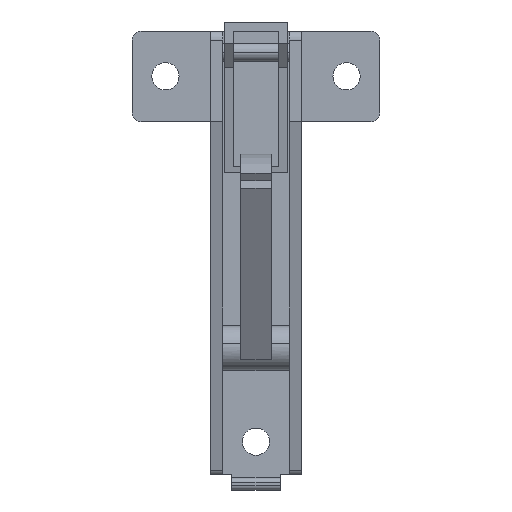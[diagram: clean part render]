
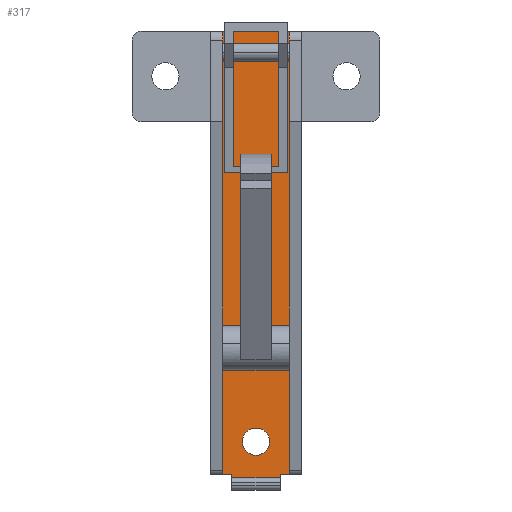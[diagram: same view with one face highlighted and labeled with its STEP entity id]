
A CAD part, front view. The second image highlights one B-rep face of the part: STEP entity #317.
In plain terms, the highlighted planar face has unit normal (0, -1, 0).
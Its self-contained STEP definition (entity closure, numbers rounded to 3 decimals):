
#317=ADVANCED_FACE('',(#684,#685),#686,.T.);
#684=FACE_OUTER_BOUND('',#1110,.T.);
#685=FACE_BOUND('',#1111,.T.);
#686=PLANE('',#1112);
#1110=EDGE_LOOP('',(#1953,#1954,#1955,#1956,#1957,#1958,#1959,#1960));
#1111=EDGE_LOOP('',(#1961,#1962));
#1112=AXIS2_PLACEMENT_3D('',#1963,#1964,#1965);
#1953=ORIENTED_EDGE('',*,*,#2697,.T.);
#1954=ORIENTED_EDGE('',*,*,#2716,.F.);
#1955=ORIENTED_EDGE('',*,*,#2717,.T.);
#1956=ORIENTED_EDGE('',*,*,#2718,.F.);
#1957=ORIENTED_EDGE('',*,*,#2679,.T.);
#1958=ORIENTED_EDGE('',*,*,#2659,.F.);
#1959=ORIENTED_EDGE('',*,*,#2683,.F.);
#1960=ORIENTED_EDGE('',*,*,#2689,.F.);
#1961=ORIENTED_EDGE('',*,*,#2633,.T.);
#1962=ORIENTED_EDGE('',*,*,#2654,.T.);
#1963=CARTESIAN_POINT('',(0.,-4.0,-18.0));
#1964=DIRECTION('',(0.0,-1.0,0.0));
#1965=DIRECTION('',(0.0,0.0,-1.0));
#2633=EDGE_CURVE('',#3209,#3206,#3210,.T.);
#2654=EDGE_CURVE('',#3206,#3209,#3240,.T.);
#2659=EDGE_CURVE('',#3247,#3242,#3249,.T.);
#2679=EDGE_CURVE('',#3276,#3242,#3279,.T.);
#2683=EDGE_CURVE('',#3283,#3247,#3285,.T.);
#2689=EDGE_CURVE('',#3293,#3283,#3295,.T.);
#2697=EDGE_CURVE('',#3293,#3303,#3304,.T.);
#2716=EDGE_CURVE('',#3331,#3303,#3332,.T.);
#2717=EDGE_CURVE('',#3331,#3333,#3334,.T.);
#2718=EDGE_CURVE('',#3276,#3333,#3335,.T.);
#3206=VERTEX_POINT('',#4028);
#3209=VERTEX_POINT('',#4032);
#3210=CIRCLE('',#4033,4.5);
#3240=CIRCLE('',#4068,4.5);
#3242=VERTEX_POINT('',#4070);
#3247=VERTEX_POINT('',#4077);
#3249=LINE('',#4080,#4081);
#3276=VERTEX_POINT('',#4116);
#3279=LINE('',#4121,#4122);
#3283=VERTEX_POINT('',#4127);
#3285=LINE('',#4130,#4131);
#3293=VERTEX_POINT('',#4142);
#3295=LINE('',#4145,#4146);
#3303=VERTEX_POINT('',#4154);
#3304=LINE('',#4155,#4156);
#3331=VERTEX_POINT('',#4192);
#3332=LINE('',#4193,#4194);
#3333=VERTEX_POINT('',#4195);
#3334=LINE('',#4196,#4197);
#3335=LINE('',#4198,#4199);
#4028=CARTESIAN_POINT('',(4.5,-4.0,-139.0));
#4032=CARTESIAN_POINT('',(-4.5,-4.0,-139.0));
#4033=AXIS2_PLACEMENT_3D('',#4792,#4793,#4794);
#4068=AXIS2_PLACEMENT_3D('',#4830,#4831,#4832);
#4070=CARTESIAN_POINT('',(-8.0,-4.0,-151.0));
#4077=CARTESIAN_POINT('',(8.0,-4.0,-151.0));
#4080=CARTESIAN_POINT('',(8.0,-4.0,-151.0));
#4081=VECTOR('',#4836,1.0);
#4116=CARTESIAN_POINT('',(-8.0,-4.0,-150.0));
#4121=CARTESIAN_POINT('',(-8.0,-4.0,-150.0));
#4122=VECTOR('',#4859,1.0);
#4127=CARTESIAN_POINT('',(8.0,-4.0,-150.0));
#4130=CARTESIAN_POINT('',(8.0,-4.0,-150.0));
#4131=VECTOR('',#4862,1.0);
#4142=CARTESIAN_POINT('',(11.0,-4.0,-150.0));
#4145=CARTESIAN_POINT('',(0.0,-4.0,-150.0));
#4146=VECTOR('',#4867,1.0);
#4154=CARTESIAN_POINT('',(11.0,-4.0,-3.0));
#4155=CARTESIAN_POINT('',(11.0,-4.0,-44.453));
#4156=VECTOR('',#4880,1.0);
#4192=CARTESIAN_POINT('',(-11.0,-4.0,-3.0));
#4193=CARTESIAN_POINT('',(-38.0,-4.0,-3.0));
#4194=VECTOR('',#4902,1.0);
#4195=CARTESIAN_POINT('',(-11.0,-4.0,-150.0));
#4196=CARTESIAN_POINT('',(-11.0,-4.0,-44.453));
#4197=VECTOR('',#4903,1.0);
#4198=CARTESIAN_POINT('',(0.0,-4.0,-150.0));
#4199=VECTOR('',#4904,1.0);
#4792=CARTESIAN_POINT('',(0.0,-4.0,-139.0));
#4793=DIRECTION('',(-0.0,1.0,0.0));
#4794=DIRECTION('',(1.0,0.0,0.0));
#4830=CARTESIAN_POINT('',(0.0,-4.0,-139.0));
#4831=DIRECTION('',(-0.0,1.0,0.0));
#4832=DIRECTION('',(1.0,0.0,0.0));
#4836=DIRECTION('',(-1.0,0.0,0.0));
#4859=DIRECTION('',(0.0,0.0,-1.0));
#4862=DIRECTION('',(0.0,0.0,-1.0));
#4867=DIRECTION('',(-1.0,0.0,0.0));
#4880=DIRECTION('',(0.0,0.0,1.0));
#4902=DIRECTION('',(1.0,0.0,0.0));
#4903=DIRECTION('',(-0.0,-0.0,-1.0));
#4904=DIRECTION('',(-1.0,0.0,0.0));
